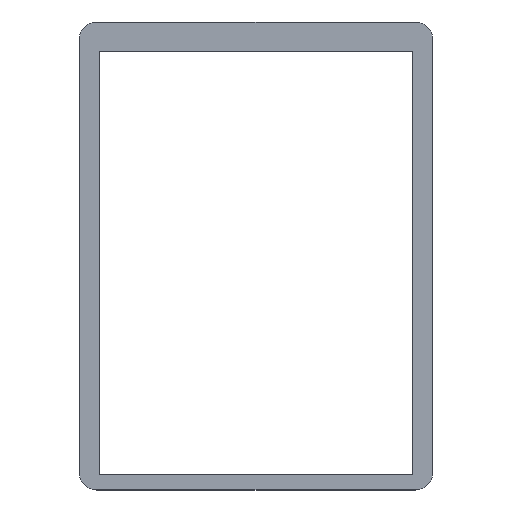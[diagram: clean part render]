
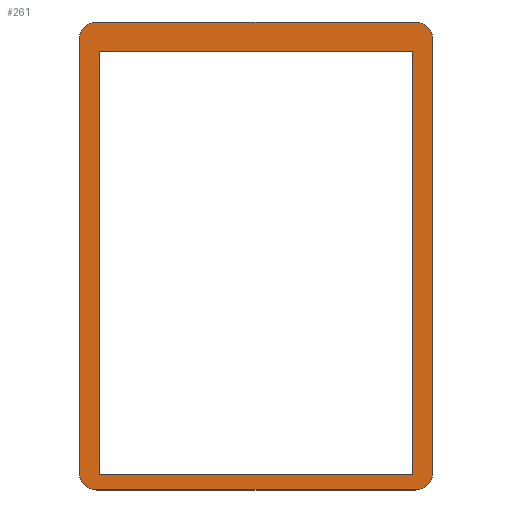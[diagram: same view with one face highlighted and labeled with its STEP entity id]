
A CAD part, top view. The second image highlights one B-rep face of the part: STEP entity #261.
In plain terms, the highlighted planar face has unit normal (0, 0, 1).
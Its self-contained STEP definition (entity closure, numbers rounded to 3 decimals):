
#19=FACE_BOUND('',#48,.T.);
#21=CIRCLE('',#290,1.27);
#22=CIRCLE('',#291,1.27);
#23=CIRCLE('',#292,1.27);
#24=CIRCLE('',#293,1.27);
#33=FACE_OUTER_BOUND('',#47,.T.);
#47=EDGE_LOOP('',(#191,#192,#193,#194,#195,#196,#197,#198));
#48=EDGE_LOOP('',(#199,#200,#201,#202));
#62=LINE('',#390,#90);
#65=LINE('',#396,#93);
#66=LINE('',#399,#94);
#69=LINE('',#404,#97);
#71=LINE('',#409,#99);
#72=LINE('',#413,#100);
#73=LINE('',#417,#101);
#74=LINE('',#421,#102);
#90=VECTOR('',#314,10.);
#93=VECTOR('',#319,10.);
#94=VECTOR('',#322,10.);
#97=VECTOR('',#327,10.);
#99=VECTOR('',#331,10.);
#100=VECTOR('',#334,10.);
#101=VECTOR('',#337,10.);
#102=VECTOR('',#340,10.);
#115=VERTEX_POINT('',#383);
#118=VERTEX_POINT('',#388);
#120=VERTEX_POINT('',#394);
#121=VERTEX_POINT('',#398);
#123=VERTEX_POINT('',#407);
#124=VERTEX_POINT('',#408);
#125=VERTEX_POINT('',#410);
#126=VERTEX_POINT('',#412);
#127=VERTEX_POINT('',#414);
#128=VERTEX_POINT('',#416);
#129=VERTEX_POINT('',#418);
#130=VERTEX_POINT('',#420);
#142=EDGE_CURVE('',#115,#118,#62,.T.);
#145=EDGE_CURVE('',#118,#120,#65,.T.);
#146=EDGE_CURVE('',#121,#115,#66,.T.);
#149=EDGE_CURVE('',#120,#121,#69,.T.);
#151=EDGE_CURVE('',#123,#124,#71,.T.);
#152=EDGE_CURVE('',#124,#125,#21,.T.);
#153=EDGE_CURVE('',#125,#126,#72,.T.);
#154=EDGE_CURVE('',#126,#127,#22,.T.);
#155=EDGE_CURVE('',#127,#128,#73,.T.);
#156=EDGE_CURVE('',#128,#129,#23,.T.);
#157=EDGE_CURVE('',#129,#130,#74,.T.);
#158=EDGE_CURVE('',#130,#123,#24,.T.);
#191=ORIENTED_EDGE('',*,*,#151,.T.);
#192=ORIENTED_EDGE('',*,*,#152,.T.);
#193=ORIENTED_EDGE('',*,*,#153,.T.);
#194=ORIENTED_EDGE('',*,*,#154,.T.);
#195=ORIENTED_EDGE('',*,*,#155,.T.);
#196=ORIENTED_EDGE('',*,*,#156,.T.);
#197=ORIENTED_EDGE('',*,*,#157,.T.);
#198=ORIENTED_EDGE('',*,*,#158,.T.);
#199=ORIENTED_EDGE('',*,*,#149,.T.);
#200=ORIENTED_EDGE('',*,*,#146,.T.);
#201=ORIENTED_EDGE('',*,*,#142,.T.);
#202=ORIENTED_EDGE('',*,*,#145,.T.);
#251=PLANE('',#289);
#261=ADVANCED_FACE('',(#33,#19),#251,.T.);
#289=AXIS2_PLACEMENT_3D('',#406,#329,#330);
#290=AXIS2_PLACEMENT_3D('',#411,#332,#333);
#291=AXIS2_PLACEMENT_3D('',#415,#335,#336);
#292=AXIS2_PLACEMENT_3D('',#419,#338,#339);
#293=AXIS2_PLACEMENT_3D('',#422,#341,#342);
#314=DIRECTION('',(-1.,0.,0.));
#319=DIRECTION('',(0.,1.,0.));
#322=DIRECTION('',(0.,-1.,0.));
#327=DIRECTION('',(1.,0.,0.));
#329=DIRECTION('center_axis',(0.,0.,1.));
#330=DIRECTION('ref_axis',(1.,0.,0.));
#331=DIRECTION('',(0.,-1.,0.));
#332=DIRECTION('center_axis',(0.,0.,1.));
#333=DIRECTION('ref_axis',(-1.,0.,0.));
#334=DIRECTION('',(1.,0.,0.));
#335=DIRECTION('center_axis',(0.,0.,1.));
#336=DIRECTION('ref_axis',(0.,-1.,0.));
#337=DIRECTION('',(0.,1.,0.));
#338=DIRECTION('center_axis',(0.,0.,1.));
#339=DIRECTION('ref_axis',(1.,0.,0.));
#340=DIRECTION('',(-1.,0.,0.));
#341=DIRECTION('center_axis',(0.,0.,1.));
#342=DIRECTION('ref_axis',(0.,1.,0.));
#383=CARTESIAN_POINT('',(11.5,-16.,3.1));
#388=CARTESIAN_POINT('',(-11.5,-16.,3.1));
#390=CARTESIAN_POINT('',(5.75,-16.,3.1));
#394=CARTESIAN_POINT('',(-11.5,15.014,3.1));
#396=CARTESIAN_POINT('',(-11.5,-8.,3.1));
#398=CARTESIAN_POINT('',(11.5,15.014,3.1));
#399=CARTESIAN_POINT('',(11.5,7.507,3.1));
#404=CARTESIAN_POINT('',(-5.75,15.014,3.1));
#406=CARTESIAN_POINT('Origin',(0.,0.,3.1));
#407=CARTESIAN_POINT('',(-12.954,15.875,3.1));
#408=CARTESIAN_POINT('',(-12.954,-15.875,3.1));
#409=CARTESIAN_POINT('',(-12.954,-15.875,3.1));
#410=CARTESIAN_POINT('',(-11.684,-17.145,3.1));
#411=CARTESIAN_POINT('Origin',(-11.684,-15.875,3.1));
#412=CARTESIAN_POINT('',(11.684,-17.145,3.1));
#413=CARTESIAN_POINT('',(11.684,-17.145,3.1));
#414=CARTESIAN_POINT('',(12.954,-15.875,3.1));
#415=CARTESIAN_POINT('Origin',(11.684,-15.875,3.1));
#416=CARTESIAN_POINT('',(12.954,15.875,3.1));
#417=CARTESIAN_POINT('',(12.954,15.875,3.1));
#418=CARTESIAN_POINT('',(11.684,17.145,3.1));
#419=CARTESIAN_POINT('Origin',(11.684,15.875,3.1));
#420=CARTESIAN_POINT('',(-11.684,17.145,3.1));
#421=CARTESIAN_POINT('',(-11.684,17.145,3.1));
#422=CARTESIAN_POINT('Origin',(-11.684,15.875,3.1));
